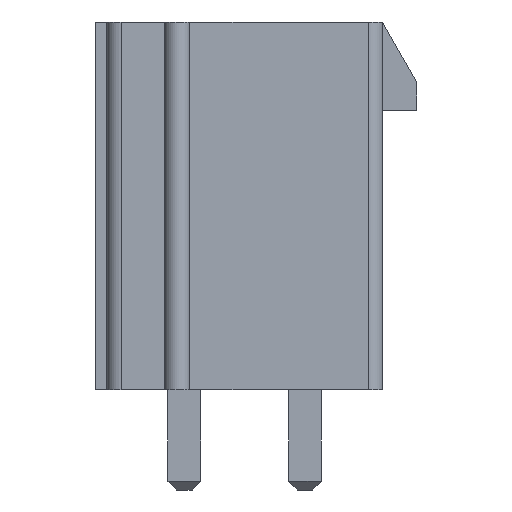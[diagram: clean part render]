
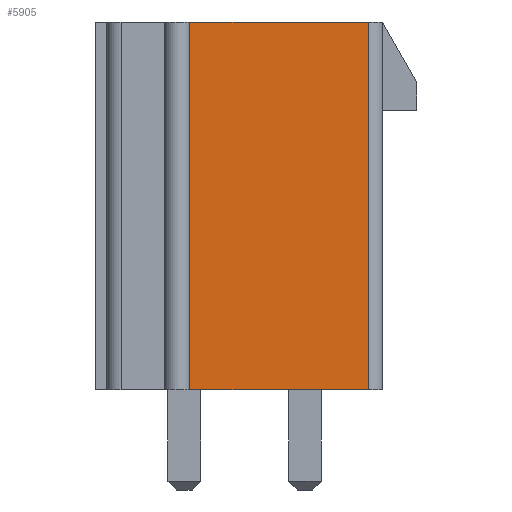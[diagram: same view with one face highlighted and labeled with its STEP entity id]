
A CAD part, left-side view. The second image highlights one B-rep face of the part: STEP entity #5905.
In plain terms, the highlighted planar face has unit normal (-1, 0, 0).
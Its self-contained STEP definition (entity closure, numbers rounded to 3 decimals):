
#55 = VERTEX_POINT ( 'NONE', #11399 ) ;
#1103 = FACE_OUTER_BOUND ( 'NONE', #1654, .T. ) ;
#1654 = EDGE_LOOP ( 'NONE', ( #8872, #21827, #21893, #26879 ) ) ;
#2058 = VECTOR ( 'NONE', #6382, 1000. ) ;
#2867 = CARTESIAN_POINT ( 'NONE',  ( -25.8, -4.3, 6.4 ) ) ;
#3416 = PLANE ( 'NONE',  #20859 ) ;
#3563 = DIRECTION ( 'NONE',  ( 0., -1., 0. ) ) ;
#3800 = VERTEX_POINT ( 'NONE', #15232 ) ;
#4269 = DIRECTION ( 'NONE',  ( 0., -1., 0. ) ) ;
#5905 = ADVANCED_FACE ( 'NONE', ( #1103 ), #3416, .F. ) ;
#6382 = DIRECTION ( 'NONE',  ( 0., 0., -1. ) ) ;
#8090 = EDGE_CURVE ( 'NONE', #55, #19984, #15497, .T. ) ;
#8566 = CARTESIAN_POINT ( 'NONE',  ( -25.8, 4.8, 6.4 ) ) ;
#8872 = ORIENTED_EDGE ( 'NONE', *, *, #20981, .T. ) ;
#9896 = EDGE_CURVE ( 'NONE', #16172, #19984, #27637, .T. ) ;
#10499 = DIRECTION ( 'NONE',  ( 0., 0., 1. ) ) ;
#11399 = CARTESIAN_POINT ( 'NONE',  ( -25.8, -4.3, -6.4 ) ) ;
#11704 = LINE ( 'NONE', #18997, #12305 ) ;
#12305 = VECTOR ( 'NONE', #3563, 1000. ) ;
#15232 = CARTESIAN_POINT ( 'NONE',  ( -25.8, 1.905, -6.4 ) ) ;
#15497 = LINE ( 'NONE', #2867, #16889 ) ;
#16025 = LINE ( 'NONE', #31744, #2058 ) ;
#16172 = VERTEX_POINT ( 'NONE', #24035 ) ;
#16889 = VECTOR ( 'NONE', #10499, 1000. ) ;
#18997 = CARTESIAN_POINT ( 'NONE',  ( -25.8, 4.8, -6.4 ) ) ;
#19984 = VERTEX_POINT ( 'NONE', #22281 ) ;
#20859 = AXIS2_PLACEMENT_3D ( 'NONE', #8566, #31275, #26623 ) ;
#20981 = EDGE_CURVE ( 'NONE', #3800, #55, #11704, .T. ) ;
#21827 = ORIENTED_EDGE ( 'NONE', *, *, #8090, .T. ) ;
#21893 = ORIENTED_EDGE ( 'NONE', *, *, #9896, .F. ) ;
#22281 = CARTESIAN_POINT ( 'NONE',  ( -25.8, -4.3, 6.4 ) ) ;
#24035 = CARTESIAN_POINT ( 'NONE',  ( -25.8, 1.905, 6.4 ) ) ;
#26623 = DIRECTION ( 'NONE',  ( 0., 1., 0. ) ) ;
#26879 = ORIENTED_EDGE ( 'NONE', *, *, #29079, .T. ) ;
#26986 = CARTESIAN_POINT ( 'NONE',  ( -25.8, 4.8, 6.4 ) ) ;
#27637 = LINE ( 'NONE', #26986, #27885 ) ;
#27885 = VECTOR ( 'NONE', #4269, 1000. ) ;
#29079 = EDGE_CURVE ( 'NONE', #16172, #3800, #16025, .T. ) ;
#31275 = DIRECTION ( 'NONE',  ( 1., 0., 0. ) ) ;
#31744 = CARTESIAN_POINT ( 'NONE',  ( -25.8, 1.905, -7.659 ) ) ;
